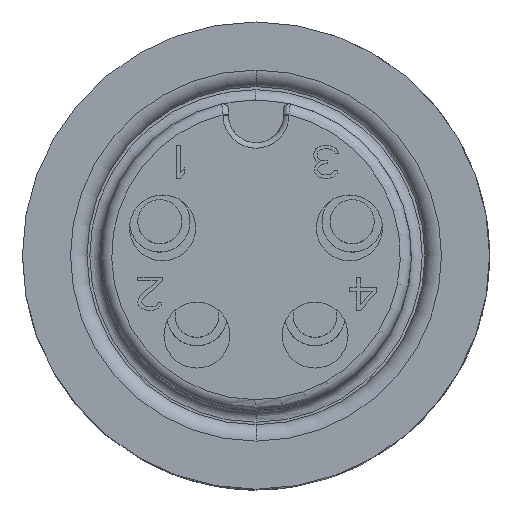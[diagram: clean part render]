
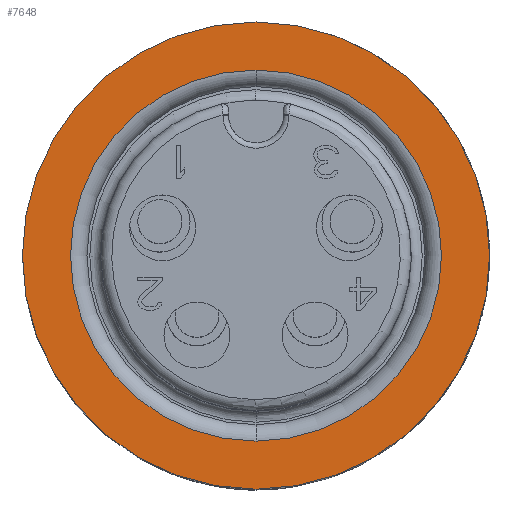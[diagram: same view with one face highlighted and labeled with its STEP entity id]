
A CAD part, top view. The second image highlights one B-rep face of the part: STEP entity #7648.
In plain terms, the highlighted planar face has unit normal (0, 0, 1).
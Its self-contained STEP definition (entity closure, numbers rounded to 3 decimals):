
#139=CARTESIAN_POINT('',(0.,0.,-2.04));
#140=DIRECTION('',(0.,0.,-1.));
#141=DIRECTION('',(0.,-1.,0.));
#142=AXIS2_PLACEMENT_3D('',#139,#140,#141);
#144=CARTESIAN_POINT('',(0.,0.,-2.04));
#145=DIRECTION('',(0.,0.,-1.));
#146=DIRECTION('',(0.,1.,0.));
#147=AXIS2_PLACEMENT_3D('',#144,#145,#146);
#149=CARTESIAN_POINT('',(0.,0.,-2.04));
#150=DIRECTION('',(0.,0.,1.));
#151=DIRECTION('',(0.,-1.,0.));
#152=AXIS2_PLACEMENT_3D('',#149,#150,#151);
#154=CARTESIAN_POINT('',(0.,0.,-2.04));
#155=DIRECTION('',(0.,0.,1.));
#156=DIRECTION('',(0.,1.,0.));
#157=AXIS2_PLACEMENT_3D('',#154,#155,#156);
#7165=CARTESIAN_POINT('',(0.,4.25,-2.04));
#7166=VERTEX_POINT('',#7165);
#7167=CARTESIAN_POINT('',(0.,-4.25,-2.04));
#7168=VERTEX_POINT('',#7167);
#7282=CARTESIAN_POINT('',(0.,-3.375,-2.04));
#7283=CARTESIAN_POINT('',(0.,3.375,-2.04));
#7284=VERTEX_POINT('',#7282);
#7285=VERTEX_POINT('',#7283);
#7633=CARTESIAN_POINT('',(0.,0.,-2.04));
#7634=DIRECTION('',(0.,0.,-1.));
#7635=DIRECTION('',(0.,-1.,0.));
#7636=AXIS2_PLACEMENT_3D('',#7633,#7634,#7635);
#7637=PLANE('',#7636);
#7639=ORIENTED_EDGE('',*,*,#7638,.T.);
#7641=ORIENTED_EDGE('',*,*,#7640,.T.);
#7642=EDGE_LOOP('',(#7639,#7641));
#7643=FACE_OUTER_BOUND('',#7642,.F.);
#7644=ORIENTED_EDGE('',*,*,#7619,.T.);
#7645=ORIENTED_EDGE('',*,*,#7601,.T.);
#7646=EDGE_LOOP('',(#7644,#7645));
#7647=FACE_BOUND('',#7646,.F.);
#7648=ADVANCED_FACE('',(#7643,#7647),#7637,.F.);
#143=CIRCLE('',#142,4.25);
#148=CIRCLE('',#147,4.25);
#153=CIRCLE('',#152,3.375);
#158=CIRCLE('',#157,3.375);
#7601=EDGE_CURVE('',#7285,#7284,#158,.T.);
#7619=EDGE_CURVE('',#7284,#7285,#153,.T.);
#7638=EDGE_CURVE('',#7168,#7166,#143,.T.);
#7640=EDGE_CURVE('',#7166,#7168,#148,.T.);
